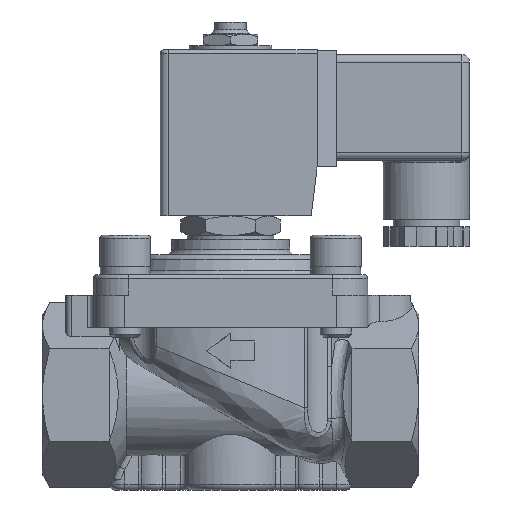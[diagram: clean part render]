
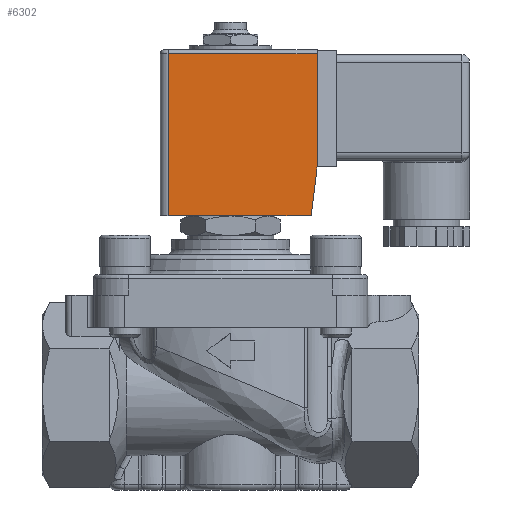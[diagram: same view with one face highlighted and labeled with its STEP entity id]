
A CAD part, left-side view. The second image highlights one B-rep face of the part: STEP entity #6302.
In plain terms, the highlighted planar face has unit normal (-1, 0, 0).
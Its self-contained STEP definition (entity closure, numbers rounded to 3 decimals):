
#348=LINE('',#9884,#713);
#367=LINE('',#9946,#732);
#368=LINE('',#9949,#733);
#369=LINE('',#9951,#734);
#370=LINE('',#9952,#735);
#713=VECTOR('',#7807,36.479);
#732=VECTOR('',#7864,12.592);
#733=VECTOR('',#7867,28.9);
#734=VECTOR('',#7868,38.);
#735=VECTOR('',#7869,41.4);
#1118=PLANE('',#6791);
#1519=FACE_OUTER_BOUND('',#1939,.T.);
#1939=EDGE_LOOP('',(#4681,#4682,#4683,#4684,#4685));
#2790=VERTEX_POINT('',#9881);
#2791=VERTEX_POINT('',#9883);
#2815=VERTEX_POINT('',#9944);
#2816=VERTEX_POINT('',#9948);
#2817=VERTEX_POINT('',#9950);
#3486=EDGE_CURVE('',#2791,#2790,#348,.T.);
#3518=EDGE_CURVE('',#2790,#2815,#367,.T.);
#3519=EDGE_CURVE('',#2815,#2816,#368,.T.);
#3520=EDGE_CURVE('',#2817,#2816,#369,.T.);
#3521=EDGE_CURVE('',#2791,#2817,#370,.T.);
#4681=ORIENTED_EDGE('',*,*,#3518,.T.);
#4682=ORIENTED_EDGE('',*,*,#3519,.T.);
#4683=ORIENTED_EDGE('',*,*,#3520,.F.);
#4684=ORIENTED_EDGE('',*,*,#3521,.F.);
#4685=ORIENTED_EDGE('',*,*,#3486,.T.);
#6302=ADVANCED_FACE('',(#1519),#1118,.T.);
#6791=AXIS2_PLACEMENT_3D('',#9947,#7865,#7866);
#7807=DIRECTION('',(0.,-1.,0.));
#7864=DIRECTION('',(0.,-0.121,0.993));
#7865=DIRECTION('center_axis',(-1.,0.,0.));
#7866=DIRECTION('ref_axis',(0.,0.,1.));
#7867=DIRECTION('',(0.,0.,1.));
#7868=DIRECTION('',(0.,-1.,0.));
#7869=DIRECTION('',(0.,0.,1.));
#9881=CARTESIAN_POINT('',(-18.,-20.579,45.75));
#9883=CARTESIAN_POINT('',(-18.,15.9,45.75));
#9884=CARTESIAN_POINT('',(-18.,17.9,45.75));
#9944=CARTESIAN_POINT('',(-18.,-22.1,58.25));
#9946=CARTESIAN_POINT('',(-18.,-21.35,52.091));
#9947=CARTESIAN_POINT('Origin',(-18.,-22.1,45.75));
#9948=CARTESIAN_POINT('',(-18.,-22.1,87.15));
#9949=CARTESIAN_POINT('',(-18.,-22.1,45.75));
#9950=CARTESIAN_POINT('',(-18.,15.9,87.15));
#9951=CARTESIAN_POINT('',(-18.,-12.1,87.15));
#9952=CARTESIAN_POINT('',(-18.,15.9,45.75));
